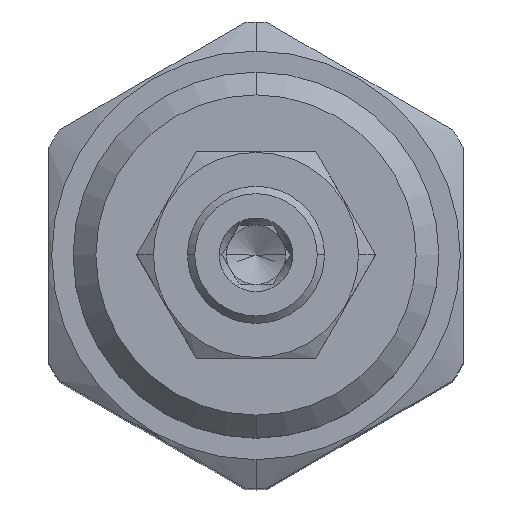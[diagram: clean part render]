
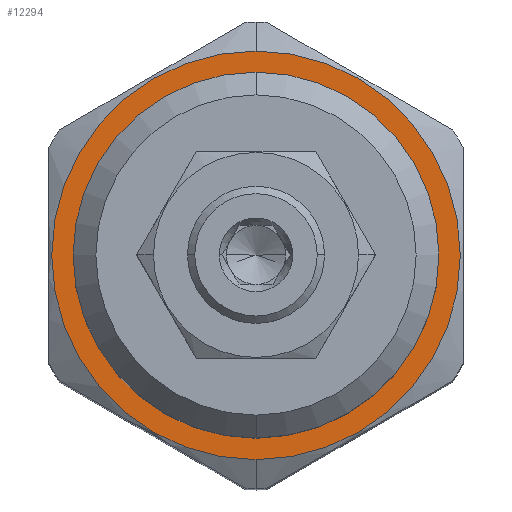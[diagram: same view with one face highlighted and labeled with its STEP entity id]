
A CAD part, top view. The second image highlights one B-rep face of the part: STEP entity #12294.
In plain terms, the highlighted planar face has unit normal (0, 0, 1).
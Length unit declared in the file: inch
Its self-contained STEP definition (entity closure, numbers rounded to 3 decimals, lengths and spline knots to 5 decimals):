
#47=CARTESIAN_POINT('',(0.,0.,4.573));
#48=DIRECTION('',(0.,0.,1.));
#49=DIRECTION('',(0.,-1.,0.));
#50=AXIS2_PLACEMENT_3D('',#47,#48,#49);
#188=CARTESIAN_POINT('',(0.,0.,4.573));
#189=DIRECTION('',(0.,0.,-1.));
#190=DIRECTION('',(0.,-1.,0.));
#191=AXIS2_PLACEMENT_3D('',#188,#189,#190);
#6345=CARTESIAN_POINT('',(0.,0.,4.573));
#6346=DIRECTION('',(0.,0.,1.));
#6347=DIRECTION('',(0.,-1.,0.));
#6348=AXIS2_PLACEMENT_3D('',#6345,#6346,#6347);
#6350=CARTESIAN_POINT('',(0.,0.,4.573));
#6351=DIRECTION('',(0.,0.,-1.));
#6352=DIRECTION('',(0.,-1.,0.));
#6353=AXIS2_PLACEMENT_3D('',#6350,#6351,#6352);
#7521=CARTESIAN_POINT('',(0.,-0.555,4.573));
#7523=VERTEX_POINT('',#7521);
#7529=CARTESIAN_POINT('',(0.,0.555,4.573));
#7531=VERTEX_POINT('',#7529);
#7537=CARTESIAN_POINT('',(0.,-0.497,4.573));
#7538=CARTESIAN_POINT('',(0.,0.497,4.573));
#7539=VERTEX_POINT('',#7537);
#7540=VERTEX_POINT('',#7538);
#12279=CARTESIAN_POINT('',(0.,0.,4.573));
#12280=DIRECTION('',(0.,0.,1.));
#12281=DIRECTION('',(0.,-1.,0.));
#12282=AXIS2_PLACEMENT_3D('',#12279,#12280,#12281);
#12283=PLANE('',#12282);
#12284=ORIENTED_EDGE('',*,*,#8035,.T.);
#12285=ORIENTED_EDGE('',*,*,#7910,.F.);
#12286=EDGE_LOOP('',(#12284,#12285));
#12287=FACE_OUTER_BOUND('',#12286,.F.);
#12289=ORIENTED_EDGE('',*,*,#12288,.T.);
#12291=ORIENTED_EDGE('',*,*,#12290,.F.);
#12292=EDGE_LOOP('',(#12289,#12291));
#12293=FACE_BOUND('',#12292,.F.);
#12294=ADVANCED_FACE('',(#12287,#12293),#12283,.T.);
#51=CIRCLE('',#50,0.555);
#192=CIRCLE('',#191,0.555);
#6349=CIRCLE('',#6348,0.497);
#6354=CIRCLE('',#6353,0.497);
#7910=EDGE_CURVE('',#7523,#7531,#51,.T.);
#8035=EDGE_CURVE('',#7523,#7531,#192,.T.);
#12288=EDGE_CURVE('',#7539,#7540,#6349,.T.);
#12290=EDGE_CURVE('',#7539,#7540,#6354,.T.);
